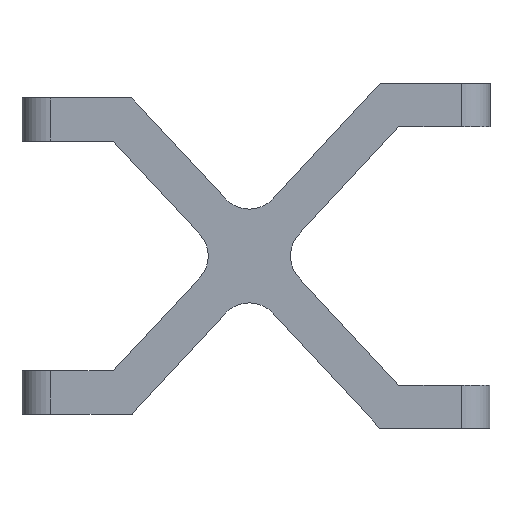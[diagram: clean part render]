
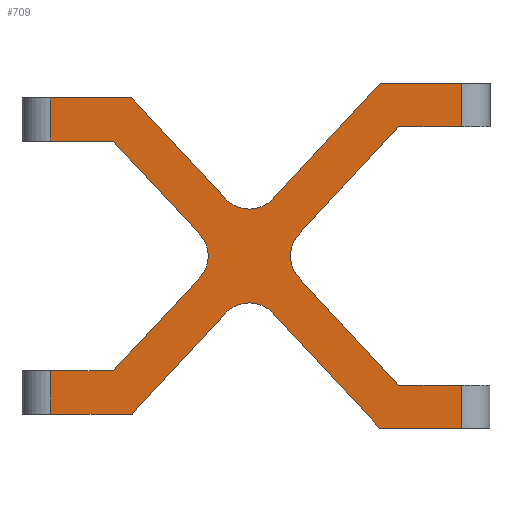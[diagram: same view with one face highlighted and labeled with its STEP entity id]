
A CAD part, front view. The second image highlights one B-rep face of the part: STEP entity #709.
In plain terms, the highlighted planar face has unit normal (0, -1, 0).
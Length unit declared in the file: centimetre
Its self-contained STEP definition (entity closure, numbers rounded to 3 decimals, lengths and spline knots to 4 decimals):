
#35=PLANE('',#781);
#68=FACE_OUTER_BOUND('',#103,.T.);
#103=EDGE_LOOP('',(#559,#560,#561,#562,#563,#564,#565,#566,#567,#568,#569,
#570,#571,#572,#573,#574,#575,#576,#577,#578,#579,#580,#581,#582,#583,#584,
#585,#586));
#127=LINE('',#1019,#203);
#135=LINE('',#1045,#211);
#141=LINE('',#1061,#217);
#142=LINE('',#1062,#218);
#144=LINE('',#1066,#220);
#149=LINE('',#1081,#225);
#154=LINE('',#1096,#230);
#159=LINE('',#1111,#235);
#164=LINE('',#1126,#240);
#168=LINE('',#1138,#244);
#170=LINE('',#1147,#246);
#171=LINE('',#1149,#247);
#172=LINE('',#1151,#248);
#173=LINE('',#1152,#249);
#174=LINE('',#1153,#250);
#175=LINE('',#1155,#251);
#176=LINE('',#1156,#252);
#177=LINE('',#1157,#253);
#178=LINE('',#1158,#254);
#179=LINE('',#1160,#255);
#180=LINE('',#1162,#256);
#181=LINE('',#1164,#257);
#182=LINE('',#1166,#258);
#183=LINE('',#1167,#259);
#203=VECTOR('',#817,1.);
#211=VECTOR('',#839,1.);
#217=VECTOR('',#853,1.);
#218=VECTOR('',#854,1.);
#220=VECTOR('',#860,1.);
#225=VECTOR('',#873,1.);
#230=VECTOR('',#886,1.);
#235=VECTOR('',#899,1.);
#240=VECTOR('',#912,1.);
#244=VECTOR('',#924,1.);
#246=VECTOR('',#932,1.);
#247=VECTOR('',#935,1.);
#248=VECTOR('',#936,1.);
#249=VECTOR('',#937,1.);
#250=VECTOR('',#938,1.);
#251=VECTOR('',#939,1.);
#252=VECTOR('',#940,1.);
#253=VECTOR('',#941,1.);
#254=VECTOR('',#942,1.);
#255=VECTOR('',#943,1.);
#256=VECTOR('',#944,1.);
#257=VECTOR('',#945,1.);
#258=VECTOR('',#946,1.);
#259=VECTOR('',#947,1.);
#289=CIRCLE('',#760,0.45);
#291=CIRCLE('',#764,0.45);
#293=CIRCLE('',#768,0.45);
#295=CIRCLE('',#772,0.45);
#306=VERTEX_POINT('',#1015);
#308=VERTEX_POINT('',#1018);
#318=VERTEX_POINT('',#1042);
#319=VERTEX_POINT('',#1044);
#322=VERTEX_POINT('',#1053);
#324=VERTEX_POINT('',#1058);
#325=VERTEX_POINT('',#1060);
#328=VERTEX_POINT('',#1071);
#329=VERTEX_POINT('',#1073);
#331=VERTEX_POINT('',#1079);
#334=VERTEX_POINT('',#1086);
#335=VERTEX_POINT('',#1088);
#337=VERTEX_POINT('',#1094);
#340=VERTEX_POINT('',#1101);
#341=VERTEX_POINT('',#1103);
#343=VERTEX_POINT('',#1109);
#346=VERTEX_POINT('',#1116);
#347=VERTEX_POINT('',#1118);
#349=VERTEX_POINT('',#1124);
#353=VERTEX_POINT('',#1136);
#355=VERTEX_POINT('',#1141);
#357=VERTEX_POINT('',#1145);
#358=VERTEX_POINT('',#1150);
#359=VERTEX_POINT('',#1154);
#360=VERTEX_POINT('',#1159);
#361=VERTEX_POINT('',#1161);
#362=VERTEX_POINT('',#1163);
#363=VERTEX_POINT('',#1165);
#376=EDGE_CURVE('',#308,#306,#127,.T.);
#389=EDGE_CURVE('',#319,#318,#135,.T.);
#397=EDGE_CURVE('',#325,#324,#141,.T.);
#398=EDGE_CURVE('',#322,#325,#142,.T.);
#400=EDGE_CURVE('',#324,#319,#144,.T.);
#403=EDGE_CURVE('',#328,#329,#289,.T.);
#407=EDGE_CURVE('',#328,#331,#149,.T.);
#410=EDGE_CURVE('',#334,#335,#291,.T.);
#414=EDGE_CURVE('',#334,#337,#154,.T.);
#417=EDGE_CURVE('',#340,#341,#293,.T.);
#421=EDGE_CURVE('',#340,#343,#159,.T.);
#424=EDGE_CURVE('',#346,#347,#295,.T.);
#428=EDGE_CURVE('',#346,#349,#164,.T.);
#434=EDGE_CURVE('',#353,#337,#168,.T.);
#438=EDGE_CURVE('',#355,#357,#170,.T.);
#439=EDGE_CURVE('',#355,#353,#171,.T.);
#440=EDGE_CURVE('',#357,#358,#172,.T.);
#441=EDGE_CURVE('',#358,#341,#173,.T.);
#442=EDGE_CURVE('',#343,#308,#174,.T.);
#443=EDGE_CURVE('',#306,#359,#175,.T.);
#444=EDGE_CURVE('',#359,#347,#176,.T.);
#445=EDGE_CURVE('',#349,#322,#177,.T.);
#446=EDGE_CURVE('',#318,#329,#178,.T.);
#447=EDGE_CURVE('',#331,#360,#179,.T.);
#448=EDGE_CURVE('',#360,#361,#180,.T.);
#449=EDGE_CURVE('',#361,#362,#181,.T.);
#450=EDGE_CURVE('',#362,#363,#182,.T.);
#451=EDGE_CURVE('',#363,#335,#183,.T.);
#559=ORIENTED_EDGE('',*,*,#439,.F.);
#560=ORIENTED_EDGE('',*,*,#438,.T.);
#561=ORIENTED_EDGE('',*,*,#440,.T.);
#562=ORIENTED_EDGE('',*,*,#441,.T.);
#563=ORIENTED_EDGE('',*,*,#417,.F.);
#564=ORIENTED_EDGE('',*,*,#421,.T.);
#565=ORIENTED_EDGE('',*,*,#442,.T.);
#566=ORIENTED_EDGE('',*,*,#376,.T.);
#567=ORIENTED_EDGE('',*,*,#443,.T.);
#568=ORIENTED_EDGE('',*,*,#444,.T.);
#569=ORIENTED_EDGE('',*,*,#424,.F.);
#570=ORIENTED_EDGE('',*,*,#428,.T.);
#571=ORIENTED_EDGE('',*,*,#445,.T.);
#572=ORIENTED_EDGE('',*,*,#398,.T.);
#573=ORIENTED_EDGE('',*,*,#397,.T.);
#574=ORIENTED_EDGE('',*,*,#400,.T.);
#575=ORIENTED_EDGE('',*,*,#389,.T.);
#576=ORIENTED_EDGE('',*,*,#446,.T.);
#577=ORIENTED_EDGE('',*,*,#403,.F.);
#578=ORIENTED_EDGE('',*,*,#407,.T.);
#579=ORIENTED_EDGE('',*,*,#447,.T.);
#580=ORIENTED_EDGE('',*,*,#448,.T.);
#581=ORIENTED_EDGE('',*,*,#449,.T.);
#582=ORIENTED_EDGE('',*,*,#450,.T.);
#583=ORIENTED_EDGE('',*,*,#451,.T.);
#584=ORIENTED_EDGE('',*,*,#410,.F.);
#585=ORIENTED_EDGE('',*,*,#414,.T.);
#586=ORIENTED_EDGE('',*,*,#434,.F.);
#709=ADVANCED_FACE('',(#68),#35,.T.);
#760=AXIS2_PLACEMENT_3D('',#1074,#866,#867);
#764=AXIS2_PLACEMENT_3D('',#1089,#879,#880);
#768=AXIS2_PLACEMENT_3D('',#1104,#892,#893);
#772=AXIS2_PLACEMENT_3D('',#1119,#905,#906);
#781=AXIS2_PLACEMENT_3D('',#1148,#933,#934);
#817=DIRECTION('',(0.,0.,1.));
#839=DIRECTION('',(1.,0.,0.));
#853=DIRECTION('',(0.,0.,-1.));
#854=DIRECTION('',(0.,0.,-1.));
#860=DIRECTION('',(0.,0.,-1.));
#866=DIRECTION('center_axis',(0.,-1.,0.));
#867=DIRECTION('ref_axis',(1.,0.,0.));
#873=DIRECTION('',(-0.681,0.,-0.733));
#879=DIRECTION('center_axis',(0.,-1.,0.));
#880=DIRECTION('ref_axis',(0.,0.,1.));
#886=DIRECTION('',(0.681,0.,-0.733));
#892=DIRECTION('center_axis',(0.,-1.,0.));
#893=DIRECTION('ref_axis',(-1.,0.,0.));
#899=DIRECTION('',(0.681,0.,0.733));
#905=DIRECTION('center_axis',(0.,-1.,0.));
#906=DIRECTION('ref_axis',(0.,0.,-1.));
#912=DIRECTION('',(-0.681,0.,0.733));
#924=DIRECTION('',(0.,0.,1.));
#932=DIRECTION('',(0.,0.,1.));
#933=DIRECTION('center_axis',(0.,-1.,0.));
#934=DIRECTION('ref_axis',(0.,0.,-1.));
#935=DIRECTION('',(-1.,0.,0.));
#936=DIRECTION('',(-1.,0.,0.));
#937=DIRECTION('',(-0.681,0.,0.733));
#938=DIRECTION('',(1.,0.,0.));
#939=DIRECTION('',(-1.,0.,0.));
#940=DIRECTION('',(-0.681,0.,-0.733));
#941=DIRECTION('',(-1.,0.,0.));
#942=DIRECTION('',(0.681,0.,-0.733));
#943=DIRECTION('',(-1.,0.,0.));
#944=DIRECTION('',(0.,0.,-1.));
#945=DIRECTION('',(1.,0.,0.));
#946=DIRECTION('',(0.,0.,1.));
#947=DIRECTION('',(0.681,0.,0.733));
#1015=CARTESIAN_POINT('',(4.715,-0.8,0.5));
#1018=CARTESIAN_POINT('',(4.715,-0.8,-0.1));
#1019=CARTESIAN_POINT('',(4.715,-0.8,0.5));
#1042=CARTESIAN_POINT('',(-0.1309,-0.8,-0.2999));
#1044=CARTESIAN_POINT('',(-1.,-0.8,-0.3003));
#1045=CARTESIAN_POINT('',(-0.1309,-0.8,-0.2999));
#1053=CARTESIAN_POINT('',(-1.,-0.8,0.3));
#1058=CARTESIAN_POINT('',(-1.,-0.8,-0.3));
#1060=CARTESIAN_POINT('',(-1.,-0.8,0.));
#1061=CARTESIAN_POINT('',(-1.,-0.8,0.));
#1062=CARTESIAN_POINT('',(-1.,-0.8,0.));
#1066=CARTESIAN_POINT('',(-1.,-0.8,0.));
#1071=CARTESIAN_POINT('',(1.0708,-0.8,-2.2062));
#1073=CARTESIAN_POINT('',(1.0708,-0.8,-1.5938));
#1074=CARTESIAN_POINT('Origin',(0.7411,-0.8,-1.9));
#1079=CARTESIAN_POINT('',(-0.1308,-0.8,-3.5));
#1081=CARTESIAN_POINT('',(-0.1308,-0.8,-3.5));
#1086=CARTESIAN_POINT('',(2.0944,-0.8,-2.6959));
#1088=CARTESIAN_POINT('',(1.4349,-0.8,-2.6959));
#1089=CARTESIAN_POINT('Origin',(1.7646,-0.8,-3.0021));
#1094=CARTESIAN_POINT('',(3.5798,-0.8,-4.2953));
#1096=CARTESIAN_POINT('',(-0.1309,-0.8,-0.2999));
#1101=CARTESIAN_POINT('',(2.4585,-0.8,-1.5938));
#1103=CARTESIAN_POINT('',(2.4585,-0.8,-2.2062));
#1104=CARTESIAN_POINT('Origin',(2.7882,-0.8,-1.9));
#1109=CARTESIAN_POINT('',(3.8458,-0.8,-0.1));
#1111=CARTESIAN_POINT('',(0.1308,-0.8,-4.1));
#1116=CARTESIAN_POINT('',(1.4349,-0.8,-1.1041));
#1118=CARTESIAN_POINT('',(2.0944,-0.8,-1.1041));
#1119=CARTESIAN_POINT('Origin',(1.7646,-0.8,-0.7979));
#1124=CARTESIAN_POINT('',(0.1308,-0.8,0.3));
#1126=CARTESIAN_POINT('',(0.2198,-0.8,0.2042));
#1136=CARTESIAN_POINT('',(3.5798,-0.8,-4.3));
#1138=CARTESIAN_POINT('',(3.5798,-0.8,-4.3));
#1141=CARTESIAN_POINT('',(4.715,-0.8,-4.3));
#1145=CARTESIAN_POINT('',(4.715,-0.8,-3.7));
#1147=CARTESIAN_POINT('',(4.715,-0.8,-3.7));
#1148=CARTESIAN_POINT('Origin',(1.8575,-0.8,-1.9));
#1149=CARTESIAN_POINT('',(4.715,-0.8,-4.3));
#1150=CARTESIAN_POINT('',(3.8458,-0.8,-3.7));
#1151=CARTESIAN_POINT('',(3.8458,-0.8,-3.7));
#1152=CARTESIAN_POINT('',(0.2198,-0.8,0.2042));
#1153=CARTESIAN_POINT('',(3.8458,-0.8,-0.1));
#1154=CARTESIAN_POINT('',(3.5842,-0.8,0.5));
#1155=CARTESIAN_POINT('',(3.5842,-0.8,0.5));
#1156=CARTESIAN_POINT('',(-0.1308,-0.8,-3.5));
#1157=CARTESIAN_POINT('',(-1.,-0.8,0.3));
#1158=CARTESIAN_POINT('',(-0.1309,-0.8,-0.2999));
#1159=CARTESIAN_POINT('',(-1.,-0.8,-3.5));
#1160=CARTESIAN_POINT('',(-0.1308,-0.8,-3.5));
#1161=CARTESIAN_POINT('',(-1.,-0.8,-4.1));
#1162=CARTESIAN_POINT('',(-1.,-0.8,-4.1));
#1163=CARTESIAN_POINT('',(0.1352,-0.8,-4.1));
#1164=CARTESIAN_POINT('',(0.1308,-0.8,-4.1));
#1165=CARTESIAN_POINT('',(0.1352,-0.8,-4.0953));
#1166=CARTESIAN_POINT('',(0.1352,-0.8,-4.1));
#1167=CARTESIAN_POINT('',(0.1308,-0.8,-4.1));
